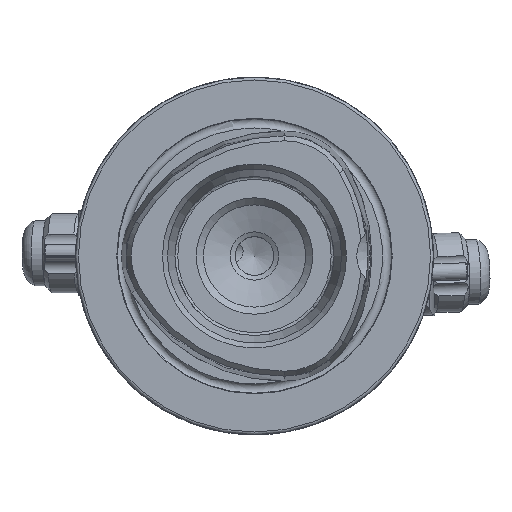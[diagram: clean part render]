
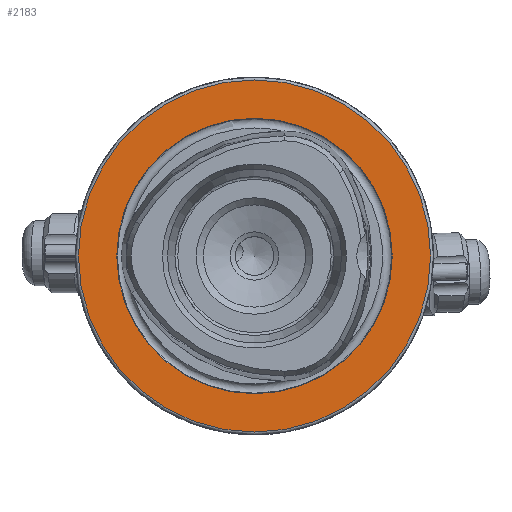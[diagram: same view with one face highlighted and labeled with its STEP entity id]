
A CAD part, left-side view. The second image highlights one B-rep face of the part: STEP entity #2183.
In plain terms, the highlighted planar face has unit normal (-1, 0, 0).
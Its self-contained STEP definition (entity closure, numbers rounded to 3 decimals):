
#193 = CARTESIAN_POINT ( 'NONE',  ( 0., 24.25, 0. ) ) ;
#305 = AXIS2_PLACEMENT_3D ( 'NONE', #9403, #2095, #6312 ) ;
#827 = FACE_BOUND ( 'NONE', #4948, .T. ) ;
#1262 = DIRECTION ( 'NONE',  ( 1., 0., 0. ) ) ;
#2095 = DIRECTION ( 'NONE',  ( -1., 0., 0. ) ) ;
#2183 = ADVANCED_FACE ( 'NONE', ( #827, #6390 ), #10602, .F. ) ;
#2667 = EDGE_CURVE ( 'NONE', #10446, #10446, #3765, .T. ) ;
#3765 = CIRCLE ( 'NONE', #7770, 31. ) ;
#4357 = EDGE_CURVE ( 'NONE', #8959, #8959, #11162, .T. ) ;
#4948 = EDGE_LOOP ( 'NONE', ( #11895 ) ) ;
#5602 = DIRECTION ( 'NONE',  ( -1., 0., 0. ) ) ;
#5936 = CARTESIAN_POINT ( 'NONE',  ( 0., 0., 24.25 ) ) ;
#6312 = DIRECTION ( 'NONE',  ( 0., 0., 1. ) ) ;
#6390 = FACE_OUTER_BOUND ( 'NONE', #7162, .T. ) ;
#6513 = DIRECTION ( 'NONE',  ( 0., 0., 1. ) ) ;
#7162 = EDGE_LOOP ( 'NONE', ( #12003 ) ) ;
#7669 = CARTESIAN_POINT ( 'NONE',  ( 0., 0., 0. ) ) ;
#7770 = AXIS2_PLACEMENT_3D ( 'NONE', #7669, #5602, #6513 ) ;
#8606 = DIRECTION ( 'NONE',  ( 0., 0., -1. ) ) ;
#8959 = VERTEX_POINT ( 'NONE', #5936 ) ;
#9403 = CARTESIAN_POINT ( 'NONE',  ( 0., 0., 0. ) ) ;
#10446 = VERTEX_POINT ( 'NONE', #11978 ) ;
#10602 = PLANE ( 'NONE',  #11147 ) ;
#11147 = AXIS2_PLACEMENT_3D ( 'NONE', #193, #1262, #8606 ) ;
#11162 = CIRCLE ( 'NONE', #305, 24.25 ) ;
#11895 = ORIENTED_EDGE ( 'NONE', *, *, #4357, .F. ) ;
#11978 = CARTESIAN_POINT ( 'NONE',  ( 0., 0., 31. ) ) ;
#12003 = ORIENTED_EDGE ( 'NONE', *, *, #2667, .T. ) ;
